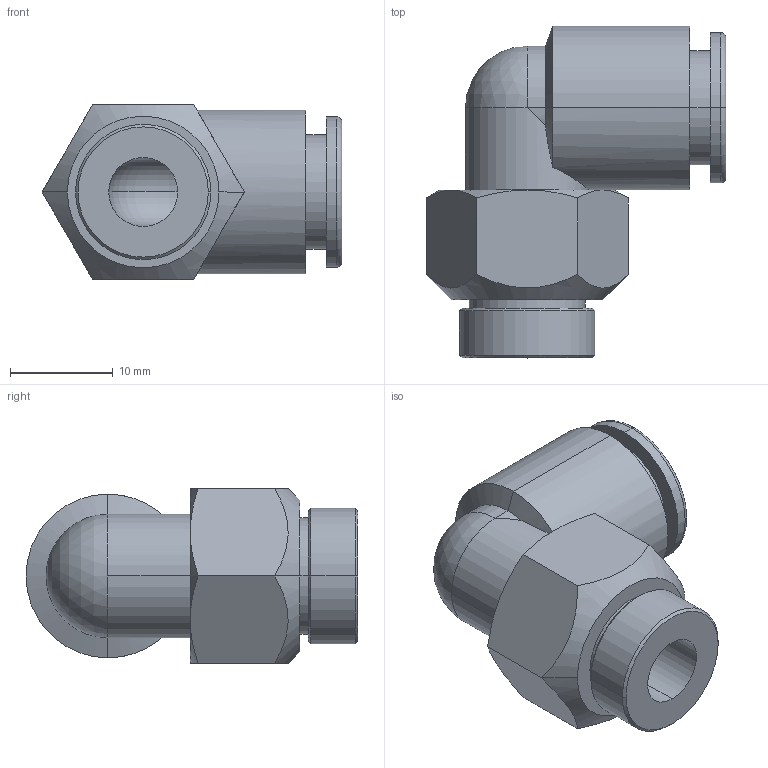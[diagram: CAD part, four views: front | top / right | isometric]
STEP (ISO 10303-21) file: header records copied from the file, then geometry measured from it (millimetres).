
FILE_DESCRIPTION (( 'STEP AP214' ), '1' );
FILE_NAME ('KQ2L10-U02A.step.step', '2016-01-05T11:25:01', ( 'Windows User' ), ( '' ), 'SwSTEP 2.0', 'SolidWorks 2016', '' );
FILE_SCHEMA (( 'AUTOMOTIVE_DESIGN' ));
Length unit declared in the file: millimetre
Products named in the file (2): KQ2L10-U02A.step_KQ2L_10-02; KQ2L10-U02A.step
Assembly tree (1 placements, depth 2):
  KQ2L10-U02A.step
    KQ2L10-U02A.step_KQ2L_10-02
Bounding box: 29.11 x 32.25 x 17 mm (x, y, z)
Volume: 5342.3 mm3; surface area: 3711.4 mm2
Topology: 1 solids, 1 shells, 55 faces, 121 edges, 73 vertices
Faces by surface type: cylinder 19, cone 15, plane 14, torus 6, sphere 1
Entity records: 2003 total; most frequent: CARTESIAN_POINT 436, DIRECTION 276, ORIENTED_EDGE 238, AXIS2_PLACEMENT_3D 122, EDGE_CURVE 119, VERTEX_POINT 72, CIRCLE 63, EDGE_LOOP 63
